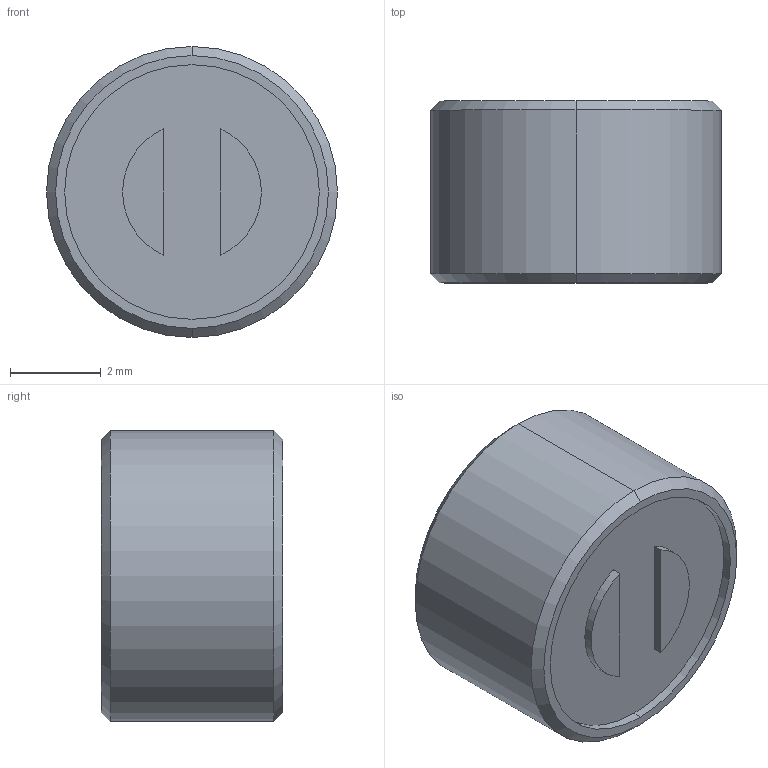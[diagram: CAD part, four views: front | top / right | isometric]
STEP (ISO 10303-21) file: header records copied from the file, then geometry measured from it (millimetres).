
FILE_DESCRIPTION (( 'STEP AP214' ), '1' );
FILE_NAME ('speaker-SR6438NWS-000.STEP', '2015-03-10T07:46:11', ( '' ), ( '' ), 'SwSTEP 2.0', 'SolidWorks 2014', '' );
FILE_SCHEMA (( 'AUTOMOTIVE_DESIGN' ));
Length unit declared in the file: millimetre
Products named in the file (1): speaker-SR6438NWS-000
Bounding box: 6.4 x 4 x 6.4 mm (x, y, z)
Volume: 120.5 mm3; surface area: 152.3 mm2
Topology: 1 solids, 1 shells, 20 faces, 38 edges, 24 vertices
Faces by surface type: cylinder 8, plane 8, cone 4
Entity records: 577 total; most frequent: DIRECTION 100, CARTESIAN_POINT 83, ORIENTED_EDGE 76, AXIS2_PLACEMENT_3D 41, EDGE_CURVE 38, VERTEX_POINT 24, EDGE_LOOP 24, FACE_OUTER_BOUND 20
